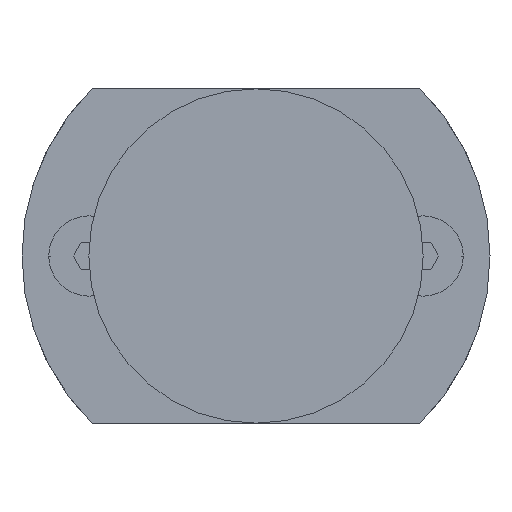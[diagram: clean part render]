
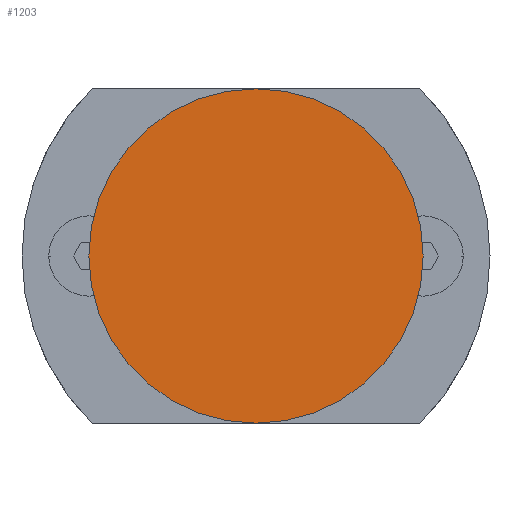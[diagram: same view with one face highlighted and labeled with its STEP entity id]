
A CAD part, front view. The second image highlights one B-rep face of the part: STEP entity #1203.
In plain terms, the highlighted planar face has unit normal (0, -1, 0).
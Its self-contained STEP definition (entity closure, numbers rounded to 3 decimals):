
#887=EDGE_CURVE('',#1025,#1139,#1746,.T.);
#891=EDGE_CURVE('',#1139,#1025,#1751,.T.);
#1025=VERTEX_POINT('',#1900);
#1139=VERTEX_POINT('',#2035);
#1203=ADVANCED_FACE('',(#2109),#2110,.T.);
#1746=CIRCLE('',#2842,25.0);
#1751=CIRCLE('',#2848,25.0);
#1900=CARTESIAN_POINT('',(-25.0,0.0,0.));
#2035=CARTESIAN_POINT('',(25.0,0.0,0.0));
#2109=FACE_OUTER_BOUND('',#3322,.T.);
#2110=PLANE('',#3323);
#2842=AXIS2_PLACEMENT_3D('',#3850,#3851,#3852);
#2848=AXIS2_PLACEMENT_3D('',#3861,#3862,#3863);
#3322=EDGE_LOOP('',(#4343,#4344));
#3323=AXIS2_PLACEMENT_3D('',#4345,#4346,#4347);
#3850=CARTESIAN_POINT('',(0.0,0.0,0.0));
#3851=DIRECTION('',(0.0,-1.0,0.0));
#3852=DIRECTION('',(1.0,0.0,0.0));
#3861=CARTESIAN_POINT('',(0.0,0.0,0.0));
#3862=DIRECTION('',(0.0,-1.0,0.0));
#3863=DIRECTION('',(1.0,0.0,0.0));
#4343=ORIENTED_EDGE('',*,*,#891,.T.);
#4344=ORIENTED_EDGE('',*,*,#887,.T.);
#4345=CARTESIAN_POINT('',(0.0,0.0,0.0));
#4346=DIRECTION('',(0.0,-1.0,0.0));
#4347=DIRECTION('',(-1.0,0.0,0.0));
